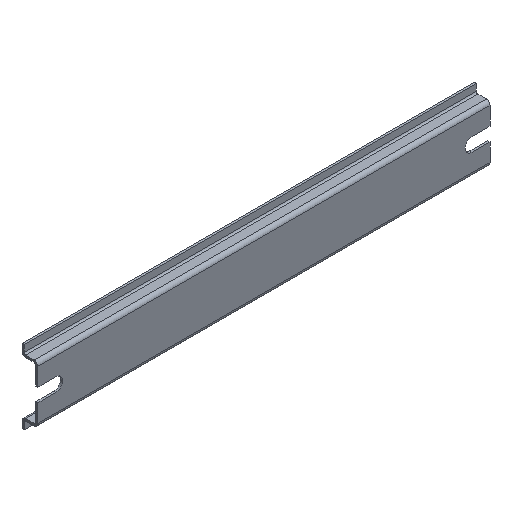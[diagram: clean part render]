
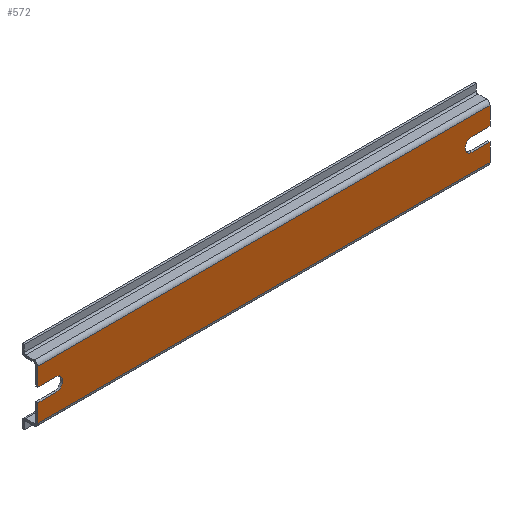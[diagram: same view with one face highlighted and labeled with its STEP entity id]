
A CAD part, isometric view. The second image highlights one B-rep face of the part: STEP entity #572.
In plain terms, the highlighted planar face has unit normal (0, -1, 0).
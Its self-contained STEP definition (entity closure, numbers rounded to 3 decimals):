
#16=CIRCLE('',#597,3.2);
#18=CIRCLE('',#600,3.2);
#56=FACE_OUTER_BOUND('',#86,.T.);
#86=EDGE_LOOP('',(#457,#458,#459,#460,#461,#462,#463,#464,#465,#466,#467,
#468));
#107=LINE('',#817,#171);
#111=LINE('',#826,#175);
#116=LINE('',#844,#180);
#120=LINE('',#851,#184);
#121=LINE('',#854,#185);
#134=LINE('',#895,#198);
#139=LINE('',#905,#203);
#150=LINE('',#942,#214);
#151=LINE('',#944,#215);
#152=LINE('',#945,#216);
#171=VECTOR('',#649,8.5);
#175=VECTOR('',#655,8.5);
#180=VECTOR('',#674,8.5);
#184=VECTOR('',#680,8.5);
#185=VECTOR('',#683,8.5);
#198=VECTOR('',#714,8.5);
#203=VECTOR('',#723,8.5);
#214=VECTOR('',#752,8.5);
#215=VECTOR('',#755,214.);
#216=VECTOR('',#756,214.);
#235=VERTEX_POINT('',#814);
#236=VERTEX_POINT('',#816);
#239=VERTEX_POINT('',#823);
#240=VERTEX_POINT('',#825);
#243=VERTEX_POINT('',#835);
#244=VERTEX_POINT('',#837);
#246=VERTEX_POINT('',#843);
#248=VERTEX_POINT('',#849);
#249=VERTEX_POINT('',#853);
#268=VERTEX_POINT('',#893);
#271=VERTEX_POINT('',#904);
#288=VERTEX_POINT('',#940);
#291=EDGE_CURVE('',#236,#235,#107,.T.);
#295=EDGE_CURVE('',#240,#239,#111,.T.);
#298=EDGE_CURVE('',#235,#240,#16,.T.);
#301=EDGE_CURVE('',#244,#243,#18,.T.);
#304=EDGE_CURVE('',#246,#244,#116,.T.);
#308=EDGE_CURVE('',#243,#248,#120,.T.);
#309=EDGE_CURVE('',#249,#236,#121,.T.);
#330=EDGE_CURVE('',#239,#268,#134,.T.);
#335=EDGE_CURVE('',#246,#271,#139,.T.);
#354=EDGE_CURVE('',#288,#248,#150,.T.);
#355=EDGE_CURVE('',#271,#268,#151,.T.);
#356=EDGE_CURVE('',#288,#249,#152,.T.);
#457=ORIENTED_EDGE('',*,*,#295,.T.);
#458=ORIENTED_EDGE('',*,*,#330,.T.);
#459=ORIENTED_EDGE('',*,*,#355,.F.);
#460=ORIENTED_EDGE('',*,*,#335,.F.);
#461=ORIENTED_EDGE('',*,*,#304,.T.);
#462=ORIENTED_EDGE('',*,*,#301,.T.);
#463=ORIENTED_EDGE('',*,*,#308,.T.);
#464=ORIENTED_EDGE('',*,*,#354,.F.);
#465=ORIENTED_EDGE('',*,*,#356,.T.);
#466=ORIENTED_EDGE('',*,*,#309,.T.);
#467=ORIENTED_EDGE('',*,*,#291,.T.);
#468=ORIENTED_EDGE('',*,*,#298,.T.);
#550=PLANE('',#624);
#572=ADVANCED_FACE('',(#56),#550,.T.);
#597=AXIS2_PLACEMENT_3D('',#830,#661,#662);
#600=AXIS2_PLACEMENT_3D('',#838,#668,#669);
#624=AXIS2_PLACEMENT_3D('',#943,#753,#754);
#649=DIRECTION('',(-1.,0.,0.));
#655=DIRECTION('',(1.,0.,0.));
#661=DIRECTION('center_axis',(0.,1.,0.));
#662=DIRECTION('ref_axis',(0.,0.,-1.));
#668=DIRECTION('center_axis',(0.,1.,0.));
#669=DIRECTION('ref_axis',(0.,0.,1.));
#674=DIRECTION('',(1.,0.,0.));
#680=DIRECTION('',(-1.,0.,0.));
#683=DIRECTION('',(0.,0.,1.));
#714=DIRECTION('',(0.,0.,1.));
#723=DIRECTION('',(0.,0.,1.));
#752=DIRECTION('',(0.,0.,1.));
#753=DIRECTION('center_axis',(0.,-1.,0.));
#754=DIRECTION('ref_axis',(0.,0.,-1.));
#755=DIRECTION('',(1.,0.,0.));
#756=DIRECTION('',(1.,0.,0.));
#814=CARTESIAN_POINT('',(220.553,1.544,37.1));
#816=CARTESIAN_POINT('',(229.053,1.544,37.1));
#817=CARTESIAN_POINT('',(124.803,1.544,37.1));
#823=CARTESIAN_POINT('',(229.053,1.544,43.5));
#825=CARTESIAN_POINT('',(220.553,1.544,43.5));
#826=CARTESIAN_POINT('',(129.053,1.544,43.5));
#830=CARTESIAN_POINT('Origin',(220.553,1.544,40.3));
#835=CARTESIAN_POINT('',(23.553,1.544,37.1));
#837=CARTESIAN_POINT('',(23.553,1.544,43.5));
#838=CARTESIAN_POINT('Origin',(23.553,1.544,40.3));
#843=CARTESIAN_POINT('',(15.053,1.544,43.5));
#844=CARTESIAN_POINT('',(26.303,1.544,43.5));
#849=CARTESIAN_POINT('',(15.053,1.544,37.1));
#851=CARTESIAN_POINT('',(22.053,1.544,37.1));
#853=CARTESIAN_POINT('',(229.053,1.544,28.6));
#854=CARTESIAN_POINT('',(229.053,1.544,40.3));
#893=CARTESIAN_POINT('',(229.053,1.544,52.));
#895=CARTESIAN_POINT('',(229.053,1.544,40.3));
#904=CARTESIAN_POINT('',(15.053,1.544,52.));
#905=CARTESIAN_POINT('',(15.053,1.544,46.15));
#940=CARTESIAN_POINT('',(15.053,1.544,28.6));
#942=CARTESIAN_POINT('',(15.053,1.544,46.15));
#943=CARTESIAN_POINT('Origin',(29.053,1.544,28.6));
#944=CARTESIAN_POINT('',(29.053,1.544,52.));
#945=CARTESIAN_POINT('',(29.053,1.544,28.6));
